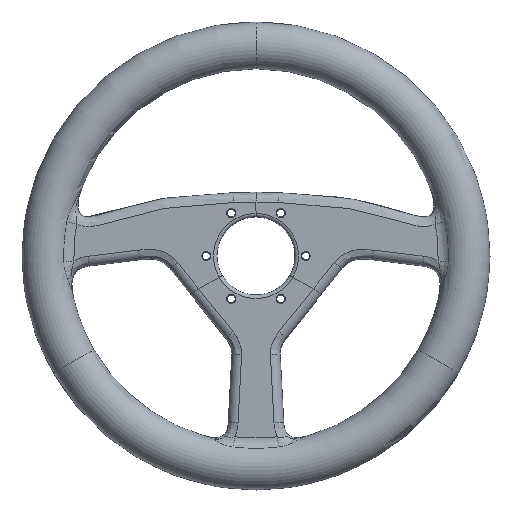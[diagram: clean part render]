
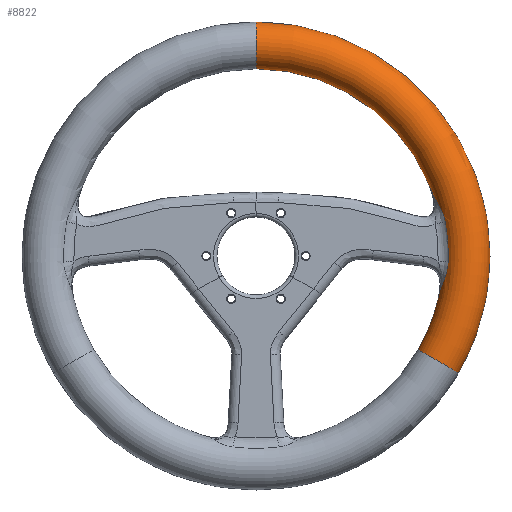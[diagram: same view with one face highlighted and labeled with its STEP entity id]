
A CAD part, front view. The second image highlights one B-rep face of the part: STEP entity #8822.
In plain terms, the highlighted toroidal (fillet/blend) face has major radius 148.5 mm and minor radius 16.5 mm.
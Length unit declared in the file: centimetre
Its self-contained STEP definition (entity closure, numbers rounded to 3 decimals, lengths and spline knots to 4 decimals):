
#41=TOROIDAL_SURFACE('',#9570,14.85,1.65);
#165=B_SPLINE_CURVE_WITH_KNOTS('',3,(#16348,#16349,#16350,#16351,#16352,
#16353,#16354,#16355,#16356,#16357,#16358,#16359,#16360,#16361,#16362,#16363,
#16364,#16365,#16366,#16367),.UNSPECIFIED.,.F.,.F.,(4,1,1,1,1,1,1,1,1,1,
1,1,1,1,1,1,1,4),(0.,0.4602,0.6904,0.8054,
0.9205,1.0643,1.1506,1.3807,1.6108,
1.8409,2.0135,2.3012,2.7614,2.9915,
3.1066,3.1641,3.1929,3.2216),
 .UNSPECIFIED.);
#167=B_SPLINE_CURVE_WITH_KNOTS('',3,(#16460,#16461,#16462,#16463,#16464,
#16465,#16466,#16467,#16468,#16469,#16470,#16471,#16472,#16473,#16474,#16475),
 .UNSPECIFIED.,.F.,.F.,(4,1,1,1,1,1,1,1,1,1,1,1,1,4),(-3.1984,
-3.1413,-3.0842,-2.97,-2.7415,
-2.2846,-1.8277,-1.5992,-1.3708,
-1.2565,-1.1423,-0.9138,-0.4569,
0.),.UNSPECIFIED.);
#174=B_SPLINE_CURVE_WITH_KNOTS('',3,(#16821,#16822,#16823,#16824),
 .UNSPECIFIED.,.F.,.F.,(4,4),(4.8591,4.8872),
 .UNSPECIFIED.);
#175=B_SPLINE_CURVE_WITH_KNOTS('',3,(#16825,#16826,#16827,#16828),
 .UNSPECIFIED.,.F.,.F.,(4,4),(4.8566,4.8591),
 .UNSPECIFIED.);
#176=B_SPLINE_CURVE_WITH_KNOTS('',3,(#16855,#16856,#16857,#16858),
 .UNSPECIFIED.,.F.,.F.,(4,4),(4.8872,4.9152),
 .UNSPECIFIED.);
#177=B_SPLINE_CURVE_WITH_KNOTS('',3,(#16860,#16861,#16862,#16863),
 .UNSPECIFIED.,.F.,.F.,(4,4),(4.9152,4.9177),
 .UNSPECIFIED.);
#912=FACE_OUTER_BOUND('',#1497,.T.);
#1497=EDGE_LOOP('',(#6832,#6833,#6834,#6835,#6836,#6837,#6838,#6839,#6840,
#6841,#6842,#6843));
#3302=CIRCLE('',#9548,13.2);
#3303=CIRCLE('',#9549,13.2);
#3304=CIRCLE('',#9550,16.5);
#3309=CIRCLE('',#9557,13.5748);
#3314=CIRCLE('',#9571,1.65);
#3315=CIRCLE('',#9572,1.65);
#3941=VERTEX_POINT('',#15834);
#3942=VERTEX_POINT('',#15836);
#3948=VERTEX_POINT('',#15950);
#3949=VERTEX_POINT('',#16141);
#3950=VERTEX_POINT('',#16144);
#3951=VERTEX_POINT('',#16146);
#3955=VERTEX_POINT('',#16318);
#3957=VERTEX_POINT('',#16346);
#3958=VERTEX_POINT('',#16369);
#3960=VERTEX_POINT('',#16453);
#3966=VERTEX_POINT('',#16820);
#3967=VERTEX_POINT('',#16854);
#4940=EDGE_CURVE('',#3941,#3942,#3302,.T.);
#4948=EDGE_CURVE('',#3948,#3949,#3303,.T.);
#4951=EDGE_CURVE('',#3950,#3951,#3304,.T.);
#4963=EDGE_CURVE('',#3957,#3955,#165,.T.);
#4965=EDGE_CURVE('',#3958,#3957,#3309,.T.);
#4967=EDGE_CURVE('',#3960,#3958,#167,.T.);
#4979=EDGE_CURVE('',#3966,#3942,#174,.T.);
#4980=EDGE_CURVE('',#3960,#3966,#175,.T.);
#4984=EDGE_CURVE('',#3948,#3967,#176,.T.);
#4986=EDGE_CURVE('',#3967,#3955,#177,.T.);
#4989=EDGE_CURVE('',#3941,#3951,#3314,.T.);
#4990=EDGE_CURVE('',#3949,#3950,#3315,.T.);
#6832=ORIENTED_EDGE('',*,*,#4940,.F.);
#6833=ORIENTED_EDGE('',*,*,#4989,.T.);
#6834=ORIENTED_EDGE('',*,*,#4951,.F.);
#6835=ORIENTED_EDGE('',*,*,#4990,.F.);
#6836=ORIENTED_EDGE('',*,*,#4948,.F.);
#6837=ORIENTED_EDGE('',*,*,#4984,.T.);
#6838=ORIENTED_EDGE('',*,*,#4986,.T.);
#6839=ORIENTED_EDGE('',*,*,#4963,.F.);
#6840=ORIENTED_EDGE('',*,*,#4965,.F.);
#6841=ORIENTED_EDGE('',*,*,#4967,.F.);
#6842=ORIENTED_EDGE('',*,*,#4980,.T.);
#6843=ORIENTED_EDGE('',*,*,#4979,.T.);
#8822=ADVANCED_FACE('',(#912),#41,.T.);
#9548=AXIS2_PLACEMENT_3D('',#15837,#11183,#11184);
#9549=AXIS2_PLACEMENT_3D('',#16142,#11188,#11189);
#9550=AXIS2_PLACEMENT_3D('',#16147,#11192,#11193);
#9557=AXIS2_PLACEMENT_3D('',#16371,#11208,#11209);
#9570=AXIS2_PLACEMENT_3D('',#16910,#11241,#11242);
#9571=AXIS2_PLACEMENT_3D('',#16911,#11243,#11244);
#9572=AXIS2_PLACEMENT_3D('',#16912,#11245,#11246);
#11183=DIRECTION('center_axis',(0.,-1.,0.));
#11184=DIRECTION('ref_axis',(0.,0.,1.));
#11188=DIRECTION('center_axis',(0.,-1.,0.));
#11189=DIRECTION('ref_axis',(0.,0.,1.));
#11192=DIRECTION('center_axis',(0.,1.,0.));
#11193=DIRECTION('ref_axis',(0.,0.,1.));
#11208=DIRECTION('center_axis',(0.,-1.,0.));
#11209=DIRECTION('ref_axis',(0.997,0.,0.073));
#11241=DIRECTION('center_axis',(0.,1.,0.));
#11242=DIRECTION('ref_axis',(0.,0.,1.));
#11243=DIRECTION('center_axis',(0.5,0.,0.866));
#11244=DIRECTION('ref_axis',(0.866,0.,-0.5));
#11245=DIRECTION('center_axis',(-1.,0.,0.));
#11246=DIRECTION('ref_axis',(0.,0.,1.));
#15834=CARTESIAN_POINT('',(11.4315,0.,-6.6));
#15836=CARTESIAN_POINT('',(12.8444,0.,-3.0434));
#15837=CARTESIAN_POINT('Origin',(0.,0.,0.));
#15950=CARTESIAN_POINT('',(12.2143,0.,5.0051));
#16141=CARTESIAN_POINT('',(0.,0.,
13.2));
#16142=CARTESIAN_POINT('Origin',(0.,0.,0.));
#16144=CARTESIAN_POINT('',(0.,0.,16.5));
#16146=CARTESIAN_POINT('',(14.2894,0.,-8.25));
#16147=CARTESIAN_POINT('Origin',(0.,0.,0.));
#16318=CARTESIAN_POINT('',(12.2145,-0.0308,5.0053));
#16346=CARTESIAN_POINT('',(13.3601,-1.0471,2.4052));
#16348=CARTESIAN_POINT('Ctrl Pts',(13.3601,-1.0471,2.4052));
#16349=CARTESIAN_POINT('Ctrl Pts',(13.3313,-1.0471,2.5648));
#16350=CARTESIAN_POINT('Ctrl Pts',(13.2688,-1.0293,2.8009));
#16351=CARTESIAN_POINT('Ctrl Pts',(13.1712,-0.9755,
3.0478));
#16352=CARTESIAN_POINT('Ctrl Pts',(13.1112,-0.9359,3.1787));
#16353=CARTESIAN_POINT('Ctrl Pts',(13.0609,-0.8991,3.2794));
#16354=CARTESIAN_POINT('Ctrl Pts',(13.0138,-0.8607,
3.3665));
#16355=CARTESIAN_POINT('Ctrl Pts',(12.951,-0.8055,
3.4771));
#16356=CARTESIAN_POINT('Ctrl Pts',(12.8775,-0.7351,
3.603));
#16357=CARTESIAN_POINT('Ctrl Pts',(12.788,-0.6452,3.7653));
#16358=CARTESIAN_POINT('Ctrl Pts',(12.7081,-0.5637,
3.9198));
#16359=CARTESIAN_POINT('Ctrl Pts',(12.6226,-0.476,
4.0933));
#16360=CARTESIAN_POINT('Ctrl Pts',(12.5108,-0.3607,
4.3304));
#16361=CARTESIAN_POINT('Ctrl Pts',(12.395,-0.239,4.5874));
#16362=CARTESIAN_POINT('Ctrl Pts',(12.3036,-0.1337,4.7956));
#16363=CARTESIAN_POINT('Ctrl Pts',(12.2597,-0.0794,
4.8977));
#16364=CARTESIAN_POINT('Ctrl Pts',(12.238,-0.0519,
4.949));
#16365=CARTESIAN_POINT('Ctrl Pts',(12.2254,-0.0373,
4.9789));
#16366=CARTESIAN_POINT('Ctrl Pts',(12.2185,-0.0309,
4.9957));
#16367=CARTESIAN_POINT('Ctrl Pts',(12.2145,-0.0308,
5.0053));
#16369=CARTESIAN_POINT('',(13.5698,-1.0471,-0.3714));
#16371=CARTESIAN_POINT('Origin',(0.,-1.0471,0.));
#16453=CARTESIAN_POINT('',(12.8446,-0.0308,-3.0435));
#16460=CARTESIAN_POINT('Ctrl Pts',(12.8446,-0.0308,
-3.0435));
#16461=CARTESIAN_POINT('Ctrl Pts',(12.8494,-0.0309,
-3.0235));
#16462=CARTESIAN_POINT('Ctrl Pts',(12.8584,-0.0401,
-2.9859));
#16463=CARTESIAN_POINT('Ctrl Pts',(12.875,-0.0622,
-2.9166));
#16464=CARTESIAN_POINT('Ctrl Pts',(12.9038,-0.1059,
-2.7968));
#16465=CARTESIAN_POINT('Ctrl Pts',(12.9595,-0.2009,
-2.5691));
#16466=CARTESIAN_POINT('Ctrl Pts',(13.0413,-0.3593,
-2.2663));
#16467=CARTESIAN_POINT('Ctrl Pts',(13.1333,-0.5311,
-2.0051));
#16468=CARTESIAN_POINT('Ctrl Pts',(13.2178,-0.6677,
-1.8025));
#16469=CARTESIAN_POINT('Ctrl Pts',(13.274,-0.748,-1.6715));
#16470=CARTESIAN_POINT('Ctrl Pts',(13.3197,-0.8071,
-1.5595));
#16471=CARTESIAN_POINT('Ctrl Pts',(13.3653,-0.8621,-1.4417));
#16472=CARTESIAN_POINT('Ctrl Pts',(13.4427,-0.9466,
-1.2194));
#16473=CARTESIAN_POINT('Ctrl Pts',(13.5339,-1.0273,-0.8543));
#16474=CARTESIAN_POINT('Ctrl Pts',(13.5653,-1.0471,-0.5324));
#16475=CARTESIAN_POINT('Ctrl Pts',(13.5698,-1.0471,-0.3714));
#16820=CARTESIAN_POINT('',(12.8446,-0.0283,-3.0435));
#16821=CARTESIAN_POINT('Ctrl Pts',(12.8446,-0.0283,
-3.0435));
#16822=CARTESIAN_POINT('Ctrl Pts',(12.8444,-0.0188,
-3.0434));
#16823=CARTESIAN_POINT('Ctrl Pts',(12.8444,-0.0094,
-3.0434));
#16824=CARTESIAN_POINT('Ctrl Pts',(12.8444,0.,
-3.0434));
#16825=CARTESIAN_POINT('Ctrl Pts',(12.8446,-0.0308,
-3.0435));
#16826=CARTESIAN_POINT('Ctrl Pts',(12.8446,-0.03,
-3.0435));
#16827=CARTESIAN_POINT('Ctrl Pts',(12.8446,-0.0291,-3.0435));
#16828=CARTESIAN_POINT('Ctrl Pts',(12.8446,-0.0283,
-3.0435));
#16854=CARTESIAN_POINT('',(12.2145,-0.0283,5.0052));
#16855=CARTESIAN_POINT('Ctrl Pts',(12.2143,0.,
5.0051));
#16856=CARTESIAN_POINT('Ctrl Pts',(12.2143,-0.0094,
5.0051));
#16857=CARTESIAN_POINT('Ctrl Pts',(12.2143,-0.0188,5.0052));
#16858=CARTESIAN_POINT('Ctrl Pts',(12.2145,-0.0283,
5.0052));
#16860=CARTESIAN_POINT('Ctrl Pts',(12.2145,-0.0283,
5.0052));
#16861=CARTESIAN_POINT('Ctrl Pts',(12.2145,-0.0291,
5.0052));
#16862=CARTESIAN_POINT('Ctrl Pts',(12.2145,-0.03,
5.0053));
#16863=CARTESIAN_POINT('Ctrl Pts',(12.2145,-0.0308,
5.0053));
#16910=CARTESIAN_POINT('Origin',(0.,0.,0.));
#16911=CARTESIAN_POINT('Origin',(12.8605,0.,-7.425));
#16912=CARTESIAN_POINT('Origin',(0.,0.,14.85));
